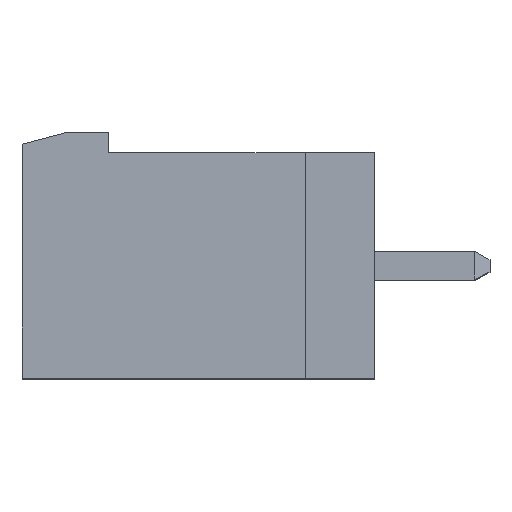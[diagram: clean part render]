
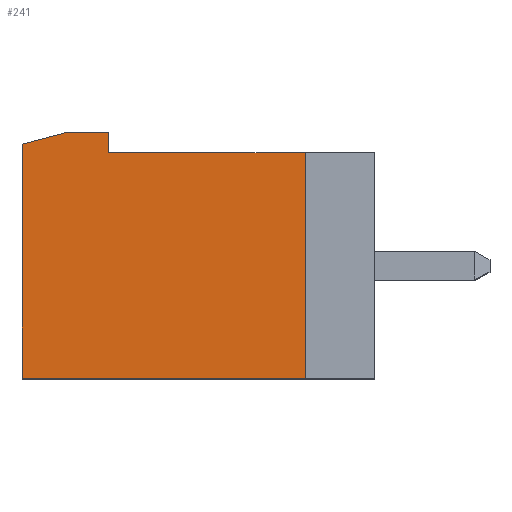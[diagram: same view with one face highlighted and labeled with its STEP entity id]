
A CAD part, top view. The second image highlights one B-rep face of the part: STEP entity #241.
In plain terms, the highlighted planar face has unit normal (0, 0, 1).
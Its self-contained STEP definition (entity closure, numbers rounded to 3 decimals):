
#241 = ADVANCED_FACE( '', ( #620 ), #621, .F. );
#620 = FACE_OUTER_BOUND( '', #1144, .T. );
#621 = PLANE( '', #1145 );
#1144 = EDGE_LOOP( '', ( #1784, #1785, #1786, #1787, #1788, #1789, #1790 ) );
#1145 = AXIS2_PLACEMENT_3D( '', #1791, #1792, #1793 );
#1784 = ORIENTED_EDGE( '', *, *, #3119, .F. );
#1785 = ORIENTED_EDGE( '', *, *, #3201, .F. );
#1786 = ORIENTED_EDGE( '', *, *, #3202, .F. );
#1787 = ORIENTED_EDGE( '', *, *, #3203, .F. );
#1788 = ORIENTED_EDGE( '', *, *, #3204, .F. );
#1789 = ORIENTED_EDGE( '', *, *, #3205, .F. );
#1790 = ORIENTED_EDGE( '', *, *, #3206, .F. );
#1791 = CARTESIAN_POINT( '', ( 197.225, 164.81, 46.72 ) );
#1792 = DIRECTION( '', ( 0., 0., -1. ) );
#1793 = DIRECTION( '', ( 0., -1., 0. ) );
#3119 = EDGE_CURVE( '', #3730, #3725, #3732, .T. );
#3201 = EDGE_CURVE( '', #3870, #3730, #3871, .T. );
#3202 = EDGE_CURVE( '', #3872, #3870, #3873, .T. );
#3203 = EDGE_CURVE( '', #3874, #3872, #3875, .T. );
#3204 = EDGE_CURVE( '', #3876, #3874, #3877, .T. );
#3205 = EDGE_CURVE( '', #3878, #3876, #3879, .T. );
#3206 = EDGE_CURVE( '', #3725, #3878, #3880, .T. );
#3725 = VERTEX_POINT( '', #4605 );
#3730 = VERTEX_POINT( '', #4612 );
#3732 = LINE( '', #4615, #4616 );
#3870 = VERTEX_POINT( '', #4813 );
#3871 = LINE( '', #4814, #4815 );
#3872 = VERTEX_POINT( '', #4816 );
#3873 = LINE( '', #4817, #4818 );
#3874 = VERTEX_POINT( '', #4819 );
#3875 = LINE( '', #4820, #4821 );
#3876 = VERTEX_POINT( '', #4822 );
#3877 = LINE( '', #4823, #4824 );
#3878 = VERTEX_POINT( '', #4825 );
#3879 = LINE( '', #4826, #4827 );
#3880 = LINE( '', #4828, #4829 );
#4605 = CARTESIAN_POINT( '', ( 197.425, 164.01, 46.72 ) );
#4612 = CARTESIAN_POINT( '', ( 197.425, 164.71, 46.72 ) );
#4615 = CARTESIAN_POINT( '', ( 197.425, 164.31, 46.72 ) );
#4616 = VECTOR( '', #5805, 1000. );
#4813 = CARTESIAN_POINT( '', ( 195.918, 164.71, 46.72 ) );
#4814 = CARTESIAN_POINT( '', ( 197.425, 164.71, 46.72 ) );
#4815 = VECTOR( '', #5880, 1000. );
#4816 = CARTESIAN_POINT( '', ( 194.425, 164.31, 46.72 ) );
#4817 = CARTESIAN_POINT( '', ( 195.918, 164.71, 46.72 ) );
#4818 = VECTOR( '', #5881, 1000. );
#4819 = CARTESIAN_POINT( '', ( 194.425, 156.21, 46.72 ) );
#4820 = CARTESIAN_POINT( '', ( 194.425, 164.41, 46.72 ) );
#4821 = VECTOR( '', #5882, 1000. );
#4822 = CARTESIAN_POINT( '', ( 204.225, 156.21, 46.72 ) );
#4823 = CARTESIAN_POINT( '', ( 194.225, 156.21, 46.72 ) );
#4824 = VECTOR( '', #5883, 1000. );
#4825 = CARTESIAN_POINT( '', ( 204.225, 164.01, 46.72 ) );
#4826 = CARTESIAN_POINT( '', ( 204.225, 156.21, 46.72 ) );
#4827 = VECTOR( '', #5884, 1000. );
#4828 = CARTESIAN_POINT( '', ( 204.025, 164.01, 46.72 ) );
#4829 = VECTOR( '', #5885, 1000. );
#5805 = DIRECTION( '', ( 0., -1., 0. ) );
#5880 = DIRECTION( '', ( 1., 0., 0. ) );
#5881 = DIRECTION( '', ( 0.966, 0.259, 0. ) );
#5882 = DIRECTION( '', ( 0., 1., 0. ) );
#5883 = DIRECTION( '', ( -1., 0., 0. ) );
#5884 = DIRECTION( '', ( 0., -1., 0. ) );
#5885 = DIRECTION( '', ( 1., 0., 0. ) );
